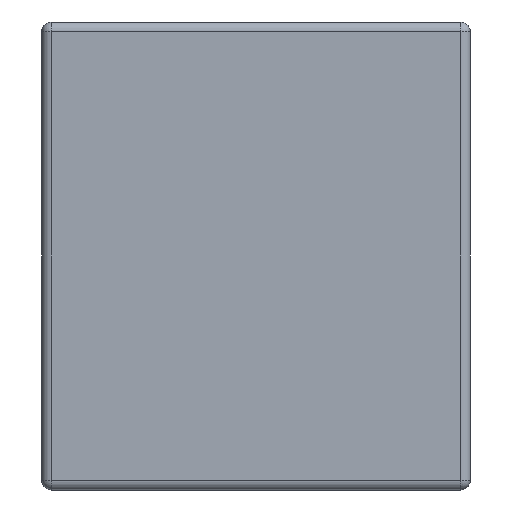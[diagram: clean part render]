
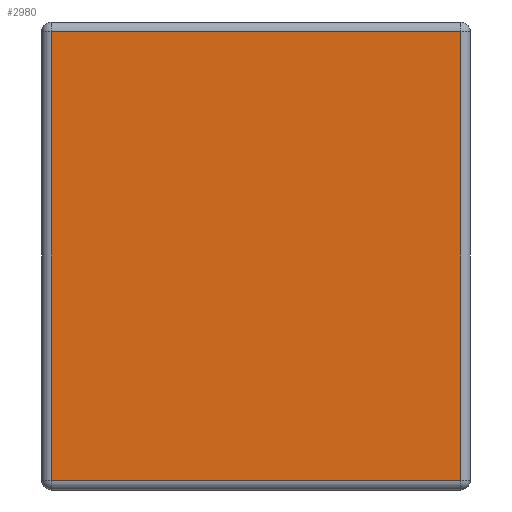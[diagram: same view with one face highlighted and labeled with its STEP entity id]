
A CAD part, left-side view. The second image highlights one B-rep face of the part: STEP entity #2980.
In plain terms, the highlighted planar face has unit normal (-1, 0, 0).
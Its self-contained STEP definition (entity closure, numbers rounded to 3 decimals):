
#6 = CARTESIAN_POINT ( 'NONE',  ( 0., 0.02, -0.02 ) ) ;
#87 = ORIENTED_EDGE ( 'NONE', *, *, #1137, .T. ) ;
#168 = CARTESIAN_POINT ( 'NONE',  ( 0., 0., 0. ) ) ;
#272 = CARTESIAN_POINT ( 'NONE',  ( 0., 0.02, 0. ) ) ;
#320 = LINE ( 'NONE', #272, #3165 ) ;
#324 = VERTEX_POINT ( 'NONE', #6 ) ;
#387 = ORIENTED_EDGE ( 'NONE', *, *, #4348, .T. ) ;
#442 = CARTESIAN_POINT ( 'NONE',  ( 0., 0.87, -0.02 ) ) ;
#759 = ORIENTED_EDGE ( 'NONE', *, *, #2107, .T. ) ;
#1086 = DIRECTION ( 'NONE',  ( 0., -1., 0. ) ) ;
#1137 = EDGE_CURVE ( 'NONE', #324, #3691, #3988, .T. ) ;
#1283 = EDGE_CURVE ( 'NONE', #3246, #324, #320, .T. ) ;
#1299 = AXIS2_PLACEMENT_3D ( 'NONE', #168, #3293, #4337 ) ;
#1363 = LINE ( 'NONE', #4276, #3820 ) ;
#1425 = LINE ( 'NONE', #2844, #4157 ) ;
#1786 = CARTESIAN_POINT ( 'NONE',  ( 0., 0.85, -0.02 ) ) ;
#2025 = CARTESIAN_POINT ( 'NONE',  ( 0., 0.85, -0.93 ) ) ;
#2066 = VECTOR ( 'NONE', #4332, 1000. ) ;
#2107 = EDGE_CURVE ( 'NONE', #3553, #3246, #1425, .T. ) ;
#2735 = ORIENTED_EDGE ( 'NONE', *, *, #1283, .T. ) ;
#2844 = CARTESIAN_POINT ( 'NONE',  ( 0., 0., -0.93 ) ) ;
#2952 = CARTESIAN_POINT ( 'NONE',  ( 0., 0.02, -0.93 ) ) ;
#2980 = ADVANCED_FACE ( 'NONE', ( #4271 ), #4241, .T. ) ;
#3165 = VECTOR ( 'NONE', #4209, 1000. ) ;
#3246 = VERTEX_POINT ( 'NONE', #2952 ) ;
#3293 = DIRECTION ( 'NONE',  ( -1., 0., 0. ) ) ;
#3553 = VERTEX_POINT ( 'NONE', #2025 ) ;
#3691 = VERTEX_POINT ( 'NONE', #1786 ) ;
#3820 = VECTOR ( 'NONE', #3929, 1000. ) ;
#3929 = DIRECTION ( 'NONE',  ( 0., 0., -1. ) ) ;
#3961 = EDGE_LOOP ( 'NONE', ( #759, #2735, #87, #387 ) ) ;
#3988 = LINE ( 'NONE', #442, #2066 ) ;
#4157 = VECTOR ( 'NONE', #1086, 1000. ) ;
#4209 = DIRECTION ( 'NONE',  ( 0., 0., 1. ) ) ;
#4241 = PLANE ( 'NONE',  #1299 ) ;
#4271 = FACE_OUTER_BOUND ( 'NONE', #3961, .T. ) ;
#4276 = CARTESIAN_POINT ( 'NONE',  ( 0., 0.85, -0.95 ) ) ;
#4332 = DIRECTION ( 'NONE',  ( 0., 1., 0. ) ) ;
#4337 = DIRECTION ( 'NONE',  ( 0., 0., 1. ) ) ;
#4348 = EDGE_CURVE ( 'NONE', #3691, #3553, #1363, .T. ) ;
